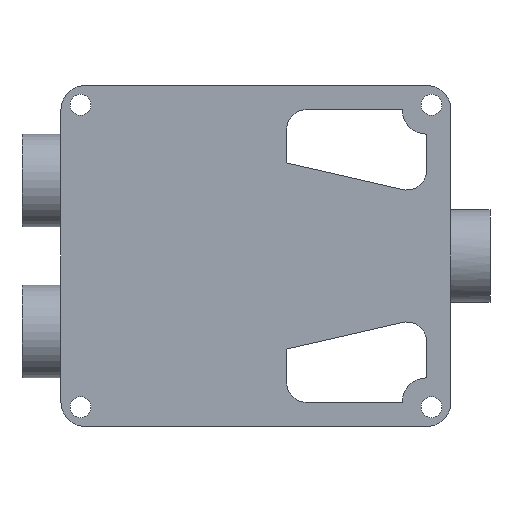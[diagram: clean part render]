
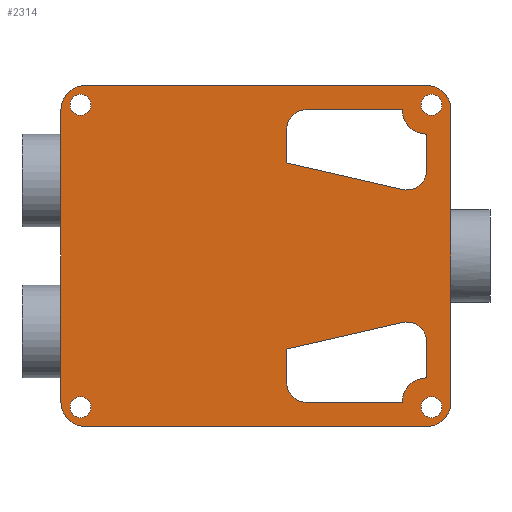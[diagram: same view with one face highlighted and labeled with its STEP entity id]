
A CAD part, front view. The second image highlights one B-rep face of the part: STEP entity #2314.
In plain terms, the highlighted planar face has unit normal (0, -1, 0).
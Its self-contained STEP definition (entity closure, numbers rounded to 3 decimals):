
#26=FACE_BOUND('',#359,.T.);
#27=FACE_BOUND('',#360,.T.);
#28=FACE_BOUND('',#361,.T.);
#29=FACE_BOUND('',#362,.T.);
#30=FACE_BOUND('',#363,.T.);
#31=FACE_BOUND('',#364,.T.);
#123=PLANE('',#2506);
#235=FACE_OUTER_BOUND('',#358,.T.);
#358=EDGE_LOOP('',(#2148,#2149,#2150,#2151,#2152,#2153,#2154,#2155));
#359=EDGE_LOOP('',(#2156,#2157,#2158,#2159,#2160,#2161,#2162));
#360=EDGE_LOOP('',(#2163,#2164,#2165,#2166,#2167,#2168,#2169));
#361=EDGE_LOOP('',(#2170));
#362=EDGE_LOOP('',(#2171));
#363=EDGE_LOOP('',(#2172));
#364=EDGE_LOOP('',(#2173));
#368=LINE('',#3140,#627);
#373=LINE('',#3149,#632);
#379=LINE('',#3168,#638);
#384=LINE('',#3183,#643);
#394=LINE('',#3207,#653);
#395=LINE('',#3210,#654);
#398=LINE('',#3216,#657);
#450=LINE('',#3424,#709);
#485=LINE('',#3493,#744);
#605=LINE('',#3821,#864);
#610=LINE('',#3844,#869);
#613=LINE('',#3856,#872);
#627=VECTOR('',#2522,10.);
#632=VECTOR('',#2529,10.);
#638=VECTOR('',#2545,10.);
#643=VECTOR('',#2558,10.);
#653=VECTOR('',#2576,10.);
#654=VECTOR('',#2579,10.);
#657=VECTOR('',#2584,10.);
#709=VECTOR('',#2704,10.);
#744=VECTOR('',#2767,10.);
#864=VECTOR('',#3003,10.);
#869=VECTOR('',#3038,10.);
#872=VECTOR('',#3051,10.);
#884=CIRCLE('',#2331,4.);
#888=CIRCLE('',#2338,4.);
#890=CIRCLE('',#2342,4.);
#892=CIRCLE('',#2346,4.);
#897=CIRCLE('',#2356,5.);
#901=CIRCLE('',#2363,5.);
#933=CIRCLE('',#2469,5.);
#936=CIRCLE('',#2474,5.);
#937=CIRCLE('',#2477,5.);
#938=CIRCLE('',#2479,5.);
#945=CIRCLE('',#2499,2.15);
#946=CIRCLE('',#2501,2.15);
#947=CIRCLE('',#2503,2.15);
#948=CIRCLE('',#2505,2.15);
#951=VERTEX_POINT('',#3129);
#952=VERTEX_POINT('',#3131);
#955=VERTEX_POINT('',#3139);
#958=VERTEX_POINT('',#3147);
#963=VERTEX_POINT('',#3158);
#964=VERTEX_POINT('',#3160);
#966=VERTEX_POINT('',#3166);
#969=VERTEX_POINT('',#3173);
#970=VERTEX_POINT('',#3175);
#972=VERTEX_POINT('',#3181);
#975=VERTEX_POINT('',#3188);
#976=VERTEX_POINT('',#3190);
#983=VERTEX_POINT('',#3209);
#985=VERTEX_POINT('',#3215);
#1045=VERTEX_POINT('',#3421);
#1046=VERTEX_POINT('',#3423);
#1065=VERTEX_POINT('',#3490);
#1066=VERTEX_POINT('',#3492);
#1156=VERTEX_POINT('',#3838);
#1157=VERTEX_POINT('',#3842);
#1160=VERTEX_POINT('',#3850);
#1161=VERTEX_POINT('',#3854);
#1168=VERTEX_POINT('',#3892);
#1169=VERTEX_POINT('',#3896);
#1170=VERTEX_POINT('',#3900);
#1171=VERTEX_POINT('',#3904);
#1174=EDGE_CURVE('',#951,#952,#884,.T.);
#1178=EDGE_CURVE('',#955,#952,#368,.T.);
#1183=EDGE_CURVE('',#951,#958,#373,.T.);
#1188=EDGE_CURVE('',#963,#964,#888,.T.);
#1192=EDGE_CURVE('',#963,#966,#379,.T.);
#1195=EDGE_CURVE('',#969,#970,#890,.T.);
#1199=EDGE_CURVE('',#969,#972,#384,.T.);
#1202=EDGE_CURVE('',#975,#976,#892,.T.);
#1211=EDGE_CURVE('',#975,#955,#394,.T.);
#1212=EDGE_CURVE('',#983,#976,#395,.T.);
#1215=EDGE_CURVE('',#985,#964,#398,.T.);
#1228=EDGE_CURVE('',#972,#985,#897,.T.);
#1244=EDGE_CURVE('',#958,#983,#901,.T.);
#1293=EDGE_CURVE('',#1045,#1046,#450,.T.);
#1328=EDGE_CURVE('',#1065,#1066,#485,.T.);
#1468=EDGE_CURVE('',#966,#970,#605,.T.);
#1475=EDGE_CURVE('',#1156,#1065,#933,.T.);
#1477=EDGE_CURVE('',#1156,#1157,#610,.T.);
#1481=EDGE_CURVE('',#1160,#1157,#936,.T.);
#1483=EDGE_CURVE('',#1161,#1160,#613,.T.);
#1484=EDGE_CURVE('',#1046,#1161,#937,.T.);
#1485=EDGE_CURVE('',#1066,#1045,#938,.T.);
#1499=EDGE_CURVE('',#1168,#1168,#945,.T.);
#1501=EDGE_CURVE('',#1169,#1169,#946,.T.);
#1503=EDGE_CURVE('',#1170,#1170,#947,.T.);
#1505=EDGE_CURVE('',#1171,#1171,#948,.T.);
#2148=ORIENTED_EDGE('',*,*,#1475,.F.);
#2149=ORIENTED_EDGE('',*,*,#1477,.T.);
#2150=ORIENTED_EDGE('',*,*,#1481,.F.);
#2151=ORIENTED_EDGE('',*,*,#1483,.F.);
#2152=ORIENTED_EDGE('',*,*,#1484,.F.);
#2153=ORIENTED_EDGE('',*,*,#1293,.F.);
#2154=ORIENTED_EDGE('',*,*,#1485,.F.);
#2155=ORIENTED_EDGE('',*,*,#1328,.F.);
#2156=ORIENTED_EDGE('',*,*,#1244,.T.);
#2157=ORIENTED_EDGE('',*,*,#1212,.T.);
#2158=ORIENTED_EDGE('',*,*,#1202,.F.);
#2159=ORIENTED_EDGE('',*,*,#1211,.T.);
#2160=ORIENTED_EDGE('',*,*,#1178,.T.);
#2161=ORIENTED_EDGE('',*,*,#1174,.F.);
#2162=ORIENTED_EDGE('',*,*,#1183,.T.);
#2163=ORIENTED_EDGE('',*,*,#1228,.T.);
#2164=ORIENTED_EDGE('',*,*,#1215,.T.);
#2165=ORIENTED_EDGE('',*,*,#1188,.F.);
#2166=ORIENTED_EDGE('',*,*,#1192,.T.);
#2167=ORIENTED_EDGE('',*,*,#1468,.T.);
#2168=ORIENTED_EDGE('',*,*,#1195,.F.);
#2169=ORIENTED_EDGE('',*,*,#1199,.T.);
#2170=ORIENTED_EDGE('',*,*,#1505,.F.);
#2171=ORIENTED_EDGE('',*,*,#1503,.F.);
#2172=ORIENTED_EDGE('',*,*,#1501,.F.);
#2173=ORIENTED_EDGE('',*,*,#1499,.F.);
#2314=ADVANCED_FACE('',(#235,#26,#27,#28,#29,#30,#31),#123,.F.);
#2331=AXIS2_PLACEMENT_3D('',#3132,#2514,#2515);
#2338=AXIS2_PLACEMENT_3D('',#3161,#2538,#2539);
#2342=AXIS2_PLACEMENT_3D('',#3176,#2551,#2552);
#2346=AXIS2_PLACEMENT_3D('',#3191,#2564,#2565);
#2356=AXIS2_PLACEMENT_3D('',#3255,#2604,#2605);
#2363=AXIS2_PLACEMENT_3D('',#3286,#2630,#2631);
#2469=AXIS2_PLACEMENT_3D('',#3840,#3033,#3034);
#2474=AXIS2_PLACEMENT_3D('',#3852,#3046,#3047);
#2477=AXIS2_PLACEMENT_3D('',#3858,#3054,#3055);
#2479=AXIS2_PLACEMENT_3D('',#3860,#3058,#3059);
#2499=AXIS2_PLACEMENT_3D('',#3894,#3105,#3106);
#2501=AXIS2_PLACEMENT_3D('',#3898,#3110,#3111);
#2503=AXIS2_PLACEMENT_3D('',#3902,#3115,#3116);
#2505=AXIS2_PLACEMENT_3D('',#3906,#3120,#3121);
#2506=AXIS2_PLACEMENT_3D('',#3907,#3122,#3123);
#2514=DIRECTION('center_axis',(0.,-1.,0.));
#2515=DIRECTION('ref_axis',(0.623,0.,0.782));
#2522=DIRECTION('',(0.975,0.,0.224));
#2529=DIRECTION('',(0.,0.,-1.));
#2538=DIRECTION('center_axis',(0.,-1.,0.));
#2539=DIRECTION('ref_axis',(0.623,0.,-0.782));
#2545=DIRECTION('',(-0.975,0.,0.224));
#2551=DIRECTION('center_axis',(0.,-1.,0.));
#2552=DIRECTION('ref_axis',(-0.707,0.,0.707));
#2558=DIRECTION('',(1.,0.,0.));
#2564=DIRECTION('center_axis',(0.,-1.,0.));
#2565=DIRECTION('ref_axis',(-0.707,0.,-0.707));
#2576=DIRECTION('',(0.,0.,1.));
#2579=DIRECTION('',(-1.,0.,0.));
#2584=DIRECTION('',(0.,0.,-1.));
#2604=DIRECTION('center_axis',(0.,-1.,0.));
#2605=DIRECTION('ref_axis',(-0.707,0.,-0.707));
#2630=DIRECTION('center_axis',(0.,-1.,0.));
#2631=DIRECTION('ref_axis',(-0.707,0.,0.707));
#2704=DIRECTION('',(0.,0.,-1.));
#2767=DIRECTION('',(1.,0.,0.));
#3003=DIRECTION('',(0.,0.,1.));
#3033=DIRECTION('center_axis',(0.,1.,0.));
#3034=DIRECTION('ref_axis',(-0.707,0.,0.707));
#3038=DIRECTION('',(0.,0.,-1.));
#3046=DIRECTION('center_axis',(0.,1.,0.));
#3047=DIRECTION('ref_axis',(-0.707,0.,-0.707));
#3051=DIRECTION('',(-1.,0.,0.));
#3054=DIRECTION('center_axis',(0.,1.,0.));
#3055=DIRECTION('ref_axis',(0.707,0.,-0.707));
#3058=DIRECTION('center_axis',(0.,1.,0.));
#3059=DIRECTION('ref_axis',(0.707,0.,0.707));
#3105=DIRECTION('center_axis',(0.,-1.,0.));
#3106=DIRECTION('ref_axis',(1.,0.,0.));
#3110=DIRECTION('center_axis',(0.,-1.,0.));
#3111=DIRECTION('ref_axis',(1.,0.,0.));
#3115=DIRECTION('center_axis',(0.,-1.,0.));
#3116=DIRECTION('ref_axis',(1.,0.,0.));
#3120=DIRECTION('center_axis',(0.,-1.,0.));
#3121=DIRECTION('ref_axis',(1.,0.,0.));
#3122=DIRECTION('center_axis',(0.,1.,0.));
#3123=DIRECTION('ref_axis',(1.,0.,0.));
#3129=CARTESIAN_POINT('',(34.999,0.,-17.527));
#3131=CARTESIAN_POINT('',(30.102,0.,-13.629));
#3132=CARTESIAN_POINT('Origin',(30.999,0.,-17.527));
#3139=CARTESIAN_POINT('',(6.301,0.,-19.105));
#3140=CARTESIAN_POINT('',(19.745,0.,-16.012));
#3147=CARTESIAN_POINT('',(34.999,0.,-25.));
#3149=CARTESIAN_POINT('',(34.999,0.,-12.5));
#3158=CARTESIAN_POINT('',(30.102,0.,13.629));
#3160=CARTESIAN_POINT('',(34.999,0.,17.527));
#3161=CARTESIAN_POINT('Origin',(30.999,0.,17.527));
#3166=CARTESIAN_POINT('',(6.301,0.,19.105));
#3168=CARTESIAN_POINT('',(5.396,0.,19.313));
#3173=CARTESIAN_POINT('',(10.301,0.,30.));
#3175=CARTESIAN_POINT('',(6.301,0.,26.));
#3176=CARTESIAN_POINT('Origin',(10.301,0.,26.));
#3181=CARTESIAN_POINT('',(30.,0.,30.));
#3183=CARTESIAN_POINT('',(15.,0.,30.));
#3188=CARTESIAN_POINT('',(6.301,0.,-26.));
#3190=CARTESIAN_POINT('',(10.301,0.,-30.));
#3191=CARTESIAN_POINT('Origin',(10.301,0.,-26.));
#3207=CARTESIAN_POINT('',(6.301,0.,-9.553));
#3209=CARTESIAN_POINT('',(30.,0.,-30.));
#3210=CARTESIAN_POINT('',(3.151,0.,-30.));
#3215=CARTESIAN_POINT('',(34.999,0.,25.));
#3216=CARTESIAN_POINT('',(34.999,0.,6.251));
#3255=CARTESIAN_POINT('Origin',(35.,0.,30.));
#3286=CARTESIAN_POINT('Origin',(35.,0.,-30.));
#3421=CARTESIAN_POINT('',(40.,0.,30.));
#3423=CARTESIAN_POINT('',(40.,0.,-30.));
#3424=CARTESIAN_POINT('',(40.,0.,35.));
#3490=CARTESIAN_POINT('',(-35.,0.,35.));
#3492=CARTESIAN_POINT('',(35.,0.,35.));
#3493=CARTESIAN_POINT('',(-40.,0.,35.));
#3821=CARTESIAN_POINT('',(6.301,0.,15.));
#3838=CARTESIAN_POINT('',(-40.,0.,30.));
#3840=CARTESIAN_POINT('Origin',(-35.,0.,30.));
#3842=CARTESIAN_POINT('',(-40.,0.,-30.));
#3844=CARTESIAN_POINT('',(-40.,0.,-27.));
#3850=CARTESIAN_POINT('',(-35.,0.,-35.));
#3852=CARTESIAN_POINT('Origin',(-35.,0.,-30.));
#3854=CARTESIAN_POINT('',(35.,0.,-35.));
#3856=CARTESIAN_POINT('',(40.,0.,-35.));
#3858=CARTESIAN_POINT('Origin',(35.,0.,-30.));
#3860=CARTESIAN_POINT('Origin',(35.,0.,30.));
#3892=CARTESIAN_POINT('',(33.85,0.,31.));
#3894=CARTESIAN_POINT('Origin',(36.,0.,31.));
#3896=CARTESIAN_POINT('',(-38.15,0.,-31.));
#3898=CARTESIAN_POINT('Origin',(-36.,0.,-31.));
#3900=CARTESIAN_POINT('',(-38.15,0.,31.));
#3902=CARTESIAN_POINT('Origin',(-36.,0.,31.));
#3904=CARTESIAN_POINT('',(33.85,0.,-31.));
#3906=CARTESIAN_POINT('Origin',(36.,0.,-31.));
#3907=CARTESIAN_POINT('Origin',(0.,0.,0.));
